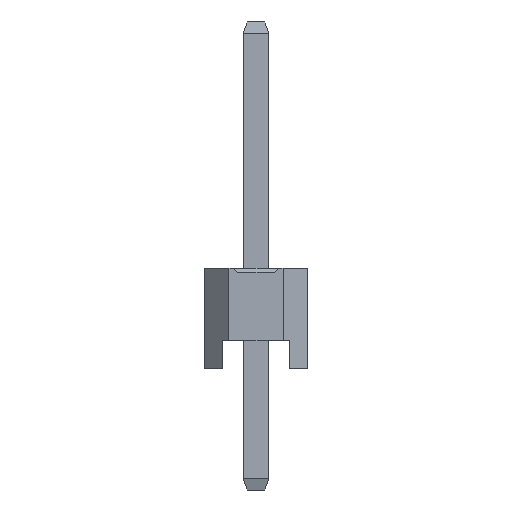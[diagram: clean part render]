
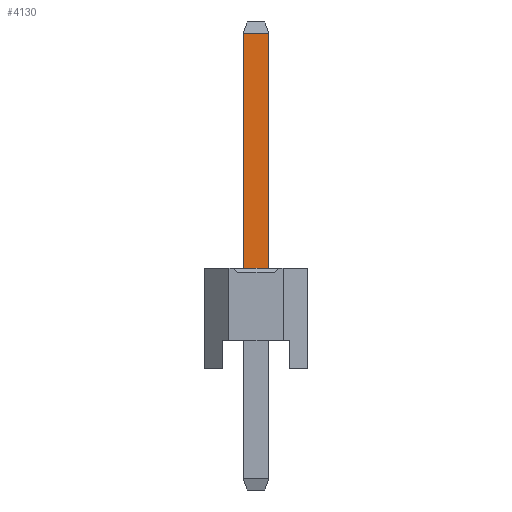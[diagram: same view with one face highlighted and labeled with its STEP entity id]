
A CAD part, left-side view. The second image highlights one B-rep face of the part: STEP entity #4130.
In plain terms, the highlighted planar face has unit normal (-1, 0, 0).
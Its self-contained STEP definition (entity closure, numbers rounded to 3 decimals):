
#4130=ADVANCED_FACE('',(#10860),#10862,.T.);
#10860=FACE_BOUND('',#10861,.T.);
#10861=EDGE_LOOP('',(#16133,#16134,#16135,#16136));
#10862=PLANE('',#10863);
#10863=AXIS2_PLACEMENT_3D('',#10864,#10865,#10866);
#10864=CARTESIAN_POINT('',(-0.32,0.32,-3.));
#10865=DIRECTION('',(-1.,0.,0.));
#10866=DIRECTION('',(0.,-1.,0.));
#16133=ORIENTED_EDGE('',*,*,#19212,.F.);
#16134=ORIENTED_EDGE('',*,*,#19207,.F.);
#16135=ORIENTED_EDGE('',*,*,#18204,.T.);
#16136=ORIENTED_EDGE('',*,*,#19211,.T.);
#18204=EDGE_CURVE('',#20822,#20826,#20828,.T.);
#19207=EDGE_CURVE('',#20822,#22330,#22333,.T.);
#19211=EDGE_CURVE('',#20826,#22337,#22339,.T.);
#19212=EDGE_CURVE('',#22330,#22337,#22340,.T.);
#20822=VERTEX_POINT('',#25306);
#20826=VERTEX_POINT('',#25314);
#20828=LINE('',#25318,#25319);
#22330=VERTEX_POINT('',#28822);
#22333=LINE('',#28829,#28830);
#22337=VERTEX_POINT('',#28839);
#22339=LINE('',#28843,#28844);
#22340=LINE('',#28846,#28847);
#25306=CARTESIAN_POINT('',(-0.32,0.32,2.5));
#25314=CARTESIAN_POINT('',(-0.32,-0.32,2.5));
#25318=CARTESIAN_POINT('',(-0.32,0.32,2.5));
#25319=VECTOR('',#25320,1.);
#25320=DIRECTION('',(0.,-1.,0.));
#28822=CARTESIAN_POINT('',(-0.32,0.32,8.325));
#28829=CARTESIAN_POINT('',(-0.32,0.32,2.5));
#28830=VECTOR('',#28831,1.);
#28831=DIRECTION('',(0.,0.,1.));
#28839=CARTESIAN_POINT('',(-0.32,-0.32,8.325));
#28843=CARTESIAN_POINT('',(-0.32,-0.32,2.5));
#28844=VECTOR('',#28845,1.);
#28845=DIRECTION('',(0.,0.,1.));
#28846=CARTESIAN_POINT('',(-0.32,0.32,8.325));
#28847=VECTOR('',#28848,1.);
#28848=DIRECTION('',(0.,-1.,0.));
